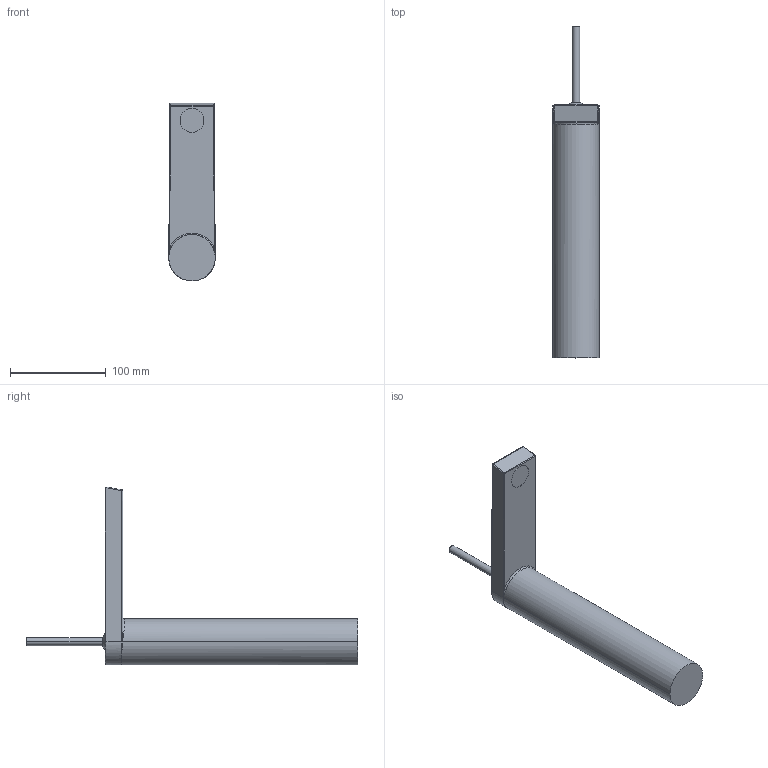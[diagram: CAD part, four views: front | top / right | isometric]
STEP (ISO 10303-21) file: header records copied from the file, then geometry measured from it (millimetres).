
FILE_DESCRIPTION (( 'STEP AP203' ), '1' );
FILE_NAME ('57102201.STEP', '2018-01-22T07:47:08', ( '' ), ( '' ), 'SwSTEP 2.0', 'SolidWorks 2016', '' );
FILE_SCHEMA (( 'CONFIG_CONTROL_DESIGN' ));
Length unit declared in the file: millimetre
Products named in the file (1): 57102201
Bounding box: 48.5 x 346.59 x 185.83 mm (x, y, z)
Volume: 614073.3 mm3; surface area: 64296.6 mm2
Topology: 1 solids, 1 shells, 47 faces, 122 edges, 75 vertices
Faces by surface type: bspline 25, cylinder 14, plane 8
Entity records: 3879 total; most frequent: CARTESIAN_POINT 2886, ORIENTED_EDGE 234, EDGE_CURVE 117, DIRECTION 113, VERTEX_POINT 75, B_SPLINE_CURVE_WITH_KNOTS 69, EDGE_LOOP 50, FACE_OUTER_BOUND 47
